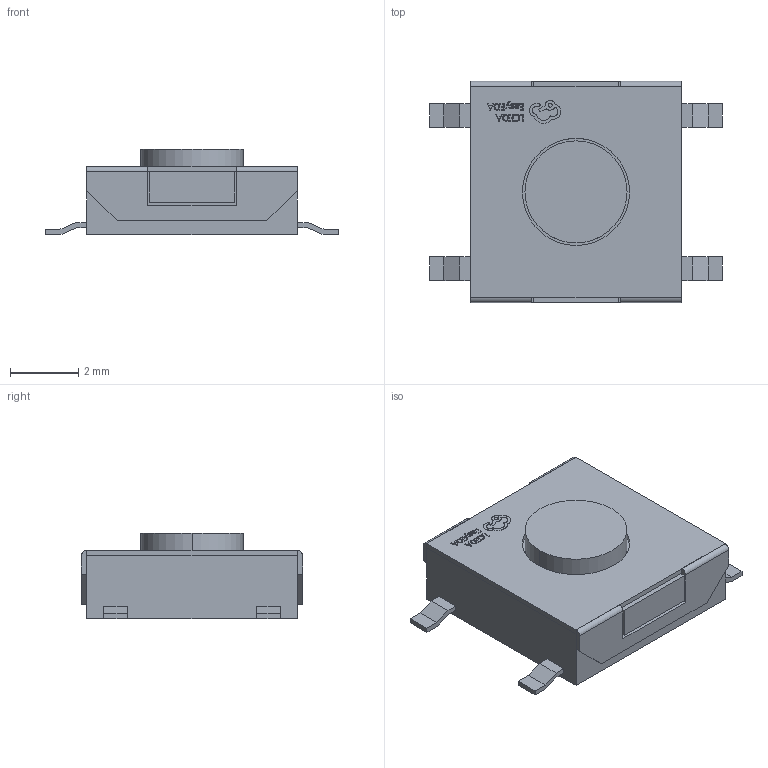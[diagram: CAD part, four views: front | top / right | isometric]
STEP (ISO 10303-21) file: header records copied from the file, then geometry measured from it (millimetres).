
FILE_DESCRIPTION (( 'STEP AP214' ), '1' );
FILE_NAME ('SW-SMD_4P-L6.2-W6.2-P4.50-LS8.3.step', '2022-07-26T14:43:36', ( '' ), ( '' ), 'SwSTEP 2.0', 'SolidWorks 2020', '' );
FILE_SCHEMA (( 'AUTOMOTIVE_DESIGN' ));
Length unit declared in the file: millimetre
Products named in the file (1): SW-SMD_4P-L6.2-W6.2-P4.50-LS8.3
Bounding box: 8.6 x 6.5 x 2.5 mm (x, y, z)
Volume: 82.3 mm3; surface area: 253 mm2
Topology: 9 solids, 9 shells, 386 faces, 1023 edges, 682 vertices
Faces by surface type: plane 266, bspline 112, cylinder 8
Entity records: 16764 total; most frequent: CARTESIAN_POINT 4196, ORIENTED_EDGE 2046, DIRECTION 1361, EDGE_CURVE 1023, VECTOR 779, LINE 779, VERTEX_POINT 682, EDGE_LOOP 415
